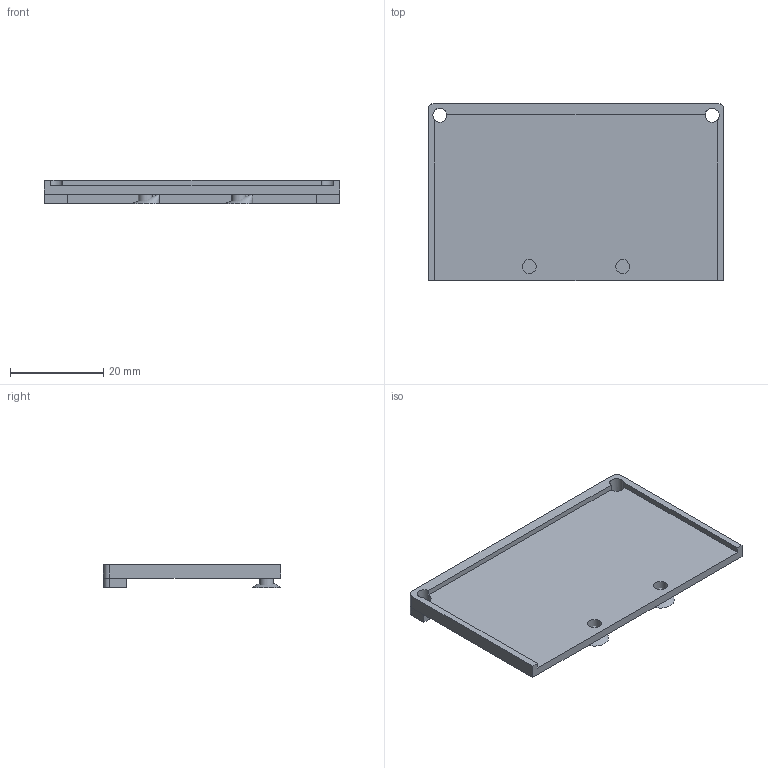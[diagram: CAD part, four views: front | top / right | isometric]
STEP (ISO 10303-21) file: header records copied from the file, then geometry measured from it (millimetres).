
FILE_DESCRIPTION(('FreeCAD Model'),'2;1');
FILE_NAME('Open CASCADE Shape Model','2022-10-03T18:52:33',('Author'),( ''),'Open CASCADE STEP processor 7.5','FreeCAD','Unknown');
FILE_SCHEMA(('AUTOMOTIVE_DESIGN { 1 0 10303 214 1 1 1 1 }'));
Length unit declared in the file: millimetre
Products named in the file (1): ScreenSupport
Bounding box: 63.5 x 38 x 5 mm (x, y, z)
Surface area: 6022.4 mm2 (no closed solid volume)
Topology: 0 solids, 1 shells, 31 faces, 86 edges, 55 vertices
Faces by surface type: plane 21, cylinder 10
Full cylindrical faces by diameter (mm): 3 x4, 6 x2
Entity records: 1030 total; most frequent: DIRECTION 174, CARTESIAN_POINT 173, ORIENTED_EDGE 172, EDGE_CURVE 86, LINE 62, VECTOR 62, AXIS2_PLACEMENT_3D 56, VERTEX_POINT 55
